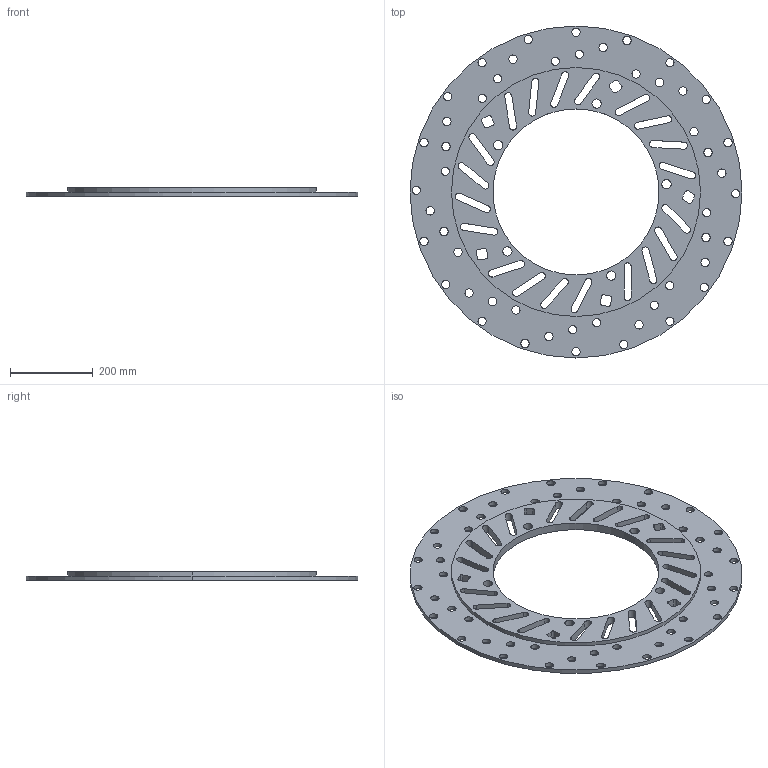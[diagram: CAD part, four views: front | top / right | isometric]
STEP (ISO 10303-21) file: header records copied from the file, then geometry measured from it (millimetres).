
FILE_DESCRIPTION (( 'STEP AP203' ), '1' );
FILE_NAME ('DISK BRAKE.STEP', '2018-06-22T10:28:23', ( '' ), ( '' ), 'SwSTEP 2.0', 'SolidWorks 2015', '' );
FILE_SCHEMA (( 'CONFIG_CONTROL_DESIGN' ));
Length unit declared in the file: millimetre
Products named in the file (1): DISK BRAKE
Bounding box: 800 x 800 x 20 mm (x, y, z)
Volume: 4490049.5 mm3; surface area: 850465.3 mm2
Topology: 1 solids, 1 shells, 264 faces, 783 edges, 522 vertices
Faces by surface type: cylinder 201, plane 63
Entity records: 9450 total; most frequent: DIRECTION 1715, CARTESIAN_POINT 1570, ORIENTED_EDGE 1566, EDGE_CURVE 783, AXIS2_PLACEMENT_3D 667, VERTEX_POINT 522, EDGE_LOOP 427, CIRCLE 402
